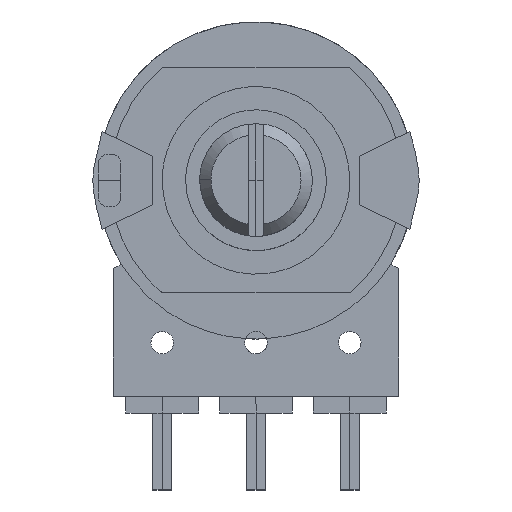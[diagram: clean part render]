
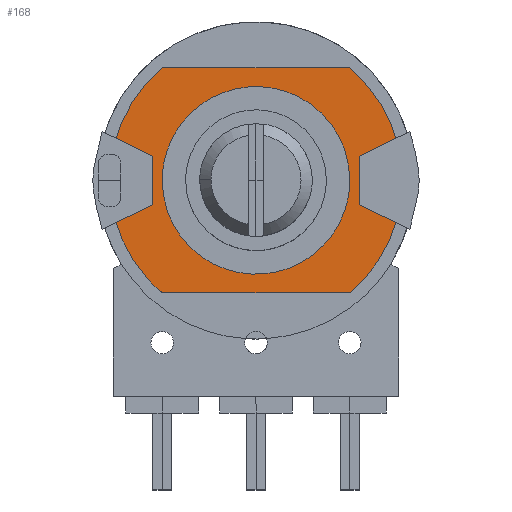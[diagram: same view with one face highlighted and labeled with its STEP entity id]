
A CAD part, top view. The second image highlights one B-rep face of the part: STEP entity #168.
In plain terms, the highlighted planar face has unit normal (0, 0, 1).
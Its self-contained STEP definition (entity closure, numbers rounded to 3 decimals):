
#168=ADVANCED_FACE('',(#306),#1992,.T.);
#306=FACE_OUTER_BOUND('',#448,.T.);
#448=EDGE_LOOP('',(#1008,#1009,#1010,#1011,#1012,#1013,#1014));
#1008=ORIENTED_EDGE('',*,*,#1345,.F.);
#1009=ORIENTED_EDGE('',*,*,#1349,.T.);
#1010=ORIENTED_EDGE('',*,*,#1338,.T.);
#1011=ORIENTED_EDGE('',*,*,#1337,.T.);
#1012=ORIENTED_EDGE('',*,*,#1340,.T.);
#1013=ORIENTED_EDGE('',*,*,#1332,.T.);
#1014=ORIENTED_EDGE('',*,*,#1344,.F.);
#1332=EDGE_CURVE('',#1841,#1849,#1676,.T.);
#1337=EDGE_CURVE('',#1847,#1842,#1560,.T.);
#1338=EDGE_CURVE('',#1845,#1847,#1561,.T.);
#1340=EDGE_CURVE('',#1842,#1841,#1678,.T.);
#1344=EDGE_CURVE('',#1848,#1849,#1565,.T.);
#1345=EDGE_CURVE('',#1850,#1848,#1566,.T.);
#1349=EDGE_CURVE('',#1850,#1845,#1681,.T.);
#1560=B_SPLINE_CURVE_WITH_KNOTS('',1,(#3465,#3466),.UNSPECIFIED.,.F.,.F.,
(2,2),(-35.2,-30.218),.UNSPECIFIED.);
#1561=B_SPLINE_CURVE_WITH_KNOTS('',1,(#3467,#3468),.UNSPECIFIED.,.F.,.F.,
(2,2),(-4.982,0.),.UNSPECIFIED.);
#1565=B_SPLINE_CURVE_WITH_KNOTS('',1,(#3481,#3482),.UNSPECIFIED.,.F.,.F.,
(2,2),(-35.2,-30.218),.UNSPECIFIED.);
#1566=B_SPLINE_CURVE_WITH_KNOTS('',1,(#3483,#3484),.UNSPECIFIED.,.F.,.F.,
(2,2),(-4.982,0.),.UNSPECIFIED.);
#1676=(
BOUNDED_CURVE()
B_SPLINE_CURVE(2,(#3452,#3453,#3454,#3455,#3456),.UNSPECIFIED.,.F.,.F.)
B_SPLINE_CURVE_WITH_KNOTS((3,2,3),(0.,12.25,13.636),
 .UNSPECIFIED.)
CURVE()
GEOMETRIC_REPRESENTATION_ITEM()
RATIONAL_B_SPLINE_CURVE((1.,0.707,1.,0.997,1.))
REPRESENTATION_ITEM('')
);
#1678=(
BOUNDED_CURVE()
B_SPLINE_CURVE(2,(#3472,#3473,#3474),.UNSPECIFIED.,.F.,.F.)
B_SPLINE_CURVE_WITH_KNOTS((3,3),(48.83,49.001),
 .UNSPECIFIED.)
CURVE()
GEOMETRIC_REPRESENTATION_ITEM()
RATIONAL_B_SPLINE_CURVE((1.,1.,1.))
REPRESENTATION_ITEM('')
);
#1681=(
BOUNDED_CURVE()
B_SPLINE_CURVE(2,(#3496,#3497,#3498,#3499,#3500,#3501,#3502),
 .UNSPECIFIED.,.F.,.F.)
B_SPLINE_CURVE_WITH_KNOTS((3,2,2,3),(24.329,24.5,
36.751,38.136),.UNSPECIFIED.)
CURVE()
GEOMETRIC_REPRESENTATION_ITEM()
RATIONAL_B_SPLINE_CURVE((1.,1.,1.,0.707,1.,0.997,
1.))
REPRESENTATION_ITEM('')
);
#1841=VERTEX_POINT('',#3432);
#1842=VERTEX_POINT('',#3433);
#1845=VERTEX_POINT('',#3436);
#1847=VERTEX_POINT('',#3438);
#1848=VERTEX_POINT('',#3439);
#1849=VERTEX_POINT('',#3440);
#1850=VERTEX_POINT('',#3441);
#1992=PLANE('',#2208);
#2208=AXIS2_PLACEMENT_3D('',#3430,#2340,$);
#2340=DIRECTION('',(0.,0.,1.));
#3430=CARTESIAN_POINT('',(13.75,-1.,7.8));
#3432=CARTESIAN_POINT('',(-5.1,5.9,7.8));
#3433=CARTESIAN_POINT('',(-4.982,6.,7.8));
#3436=CARTESIAN_POINT('',(4.982,6.,7.8));
#3438=CARTESIAN_POINT('',(0.,6.,7.8));
#3439=CARTESIAN_POINT('',(0.,-6.,7.8));
#3440=CARTESIAN_POINT('',(-4.982,-6.,7.8));
#3441=CARTESIAN_POINT('',(4.982,-6.,7.8));
#3452=CARTESIAN_POINT('',(-5.1,5.9,7.8));
#3453=CARTESIAN_POINT('',(-11.,0.8,7.8));
#3454=CARTESIAN_POINT('',(-5.9,-5.1,7.8));
#3455=CARTESIAN_POINT('',(-5.478,-5.588,7.8));
#3456=CARTESIAN_POINT('',(-4.982,-6.,7.8));
#3465=CARTESIAN_POINT('',(0.,6.,7.8));
#3466=CARTESIAN_POINT('',(-4.982,6.,7.8));
#3467=CARTESIAN_POINT('',(4.982,6.,7.8));
#3468=CARTESIAN_POINT('',(0.,6.,7.8));
#3472=CARTESIAN_POINT('',(-4.982,6.,7.8));
#3473=CARTESIAN_POINT('',(-5.041,5.951,7.8));
#3474=CARTESIAN_POINT('',(-5.1,5.9,7.8));
#3481=CARTESIAN_POINT('',(0.,-6.,7.8));
#3482=CARTESIAN_POINT('',(-4.982,-6.,7.8));
#3483=CARTESIAN_POINT('',(4.982,-6.,7.8));
#3484=CARTESIAN_POINT('',(0.,-6.,7.8));
#3496=CARTESIAN_POINT('',(4.982,-6.,7.8));
#3497=CARTESIAN_POINT('',(5.041,-5.951,7.8));
#3498=CARTESIAN_POINT('',(5.1,-5.9,7.8));
#3499=CARTESIAN_POINT('',(11.,-0.8,7.8));
#3500=CARTESIAN_POINT('',(5.9,5.1,7.8));
#3501=CARTESIAN_POINT('',(5.478,5.588,7.8));
#3502=CARTESIAN_POINT('',(4.982,6.,7.8));
